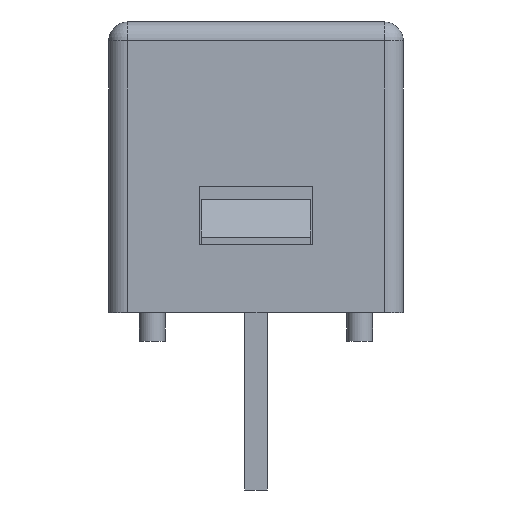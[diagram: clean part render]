
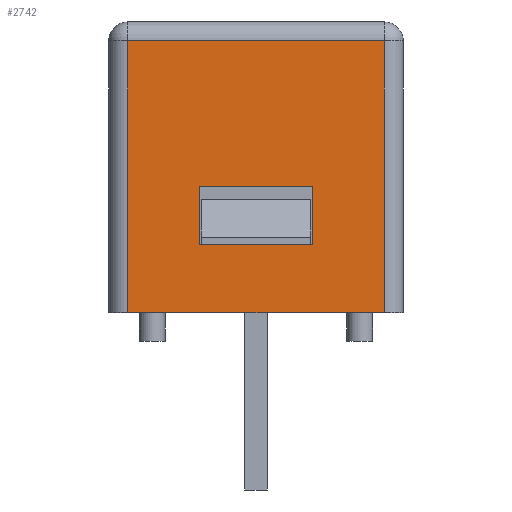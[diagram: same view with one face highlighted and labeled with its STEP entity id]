
A CAD part, left-side view. The second image highlights one B-rep face of the part: STEP entity #2742.
In plain terms, the highlighted planar face has unit normal (-1, 0, 0).
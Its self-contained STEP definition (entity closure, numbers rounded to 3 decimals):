
#89=FACE_BOUND('',#410,.T.);
#239=FACE_OUTER_BOUND('',#409,.T.);
#409=EDGE_LOOP('',(#2463,#2464,#2465,#2466));
#410=EDGE_LOOP('',(#2467,#2468,#2469,#2470));
#693=LINE('',#4425,#1014);
#699=LINE('',#4436,#1020);
#702=LINE('',#4443,#1023);
#704=LINE('',#4446,#1025);
#715=LINE('',#4475,#1036);
#722=LINE('',#4499,#1043);
#728=LINE('',#4525,#1049);
#732=LINE('',#4534,#1053);
#1014=VECTOR('',#3485,10.);
#1020=VECTOR('',#3495,10.);
#1023=VECTOR('',#3502,10.);
#1025=VECTOR('',#3506,10.);
#1036=VECTOR('',#3535,10.);
#1043=VECTOR('',#3560,10.);
#1049=VECTOR('',#3596,10.);
#1053=VECTOR('',#3610,10.);
#1309=VERTEX_POINT('',#4422);
#1310=VERTEX_POINT('',#4424);
#1313=VERTEX_POINT('',#4434);
#1315=VERTEX_POINT('',#4442);
#1323=VERTEX_POINT('',#4472);
#1324=VERTEX_POINT('',#4474);
#1330=VERTEX_POINT('',#4493);
#1332=VERTEX_POINT('',#4497);
#1661=EDGE_CURVE('',#1310,#1309,#693,.T.);
#1667=EDGE_CURVE('',#1309,#1313,#699,.T.);
#1670=EDGE_CURVE('',#1315,#1310,#702,.T.);
#1672=EDGE_CURVE('',#1313,#1315,#704,.T.);
#1686=EDGE_CURVE('',#1323,#1324,#715,.T.);
#1698=EDGE_CURVE('',#1332,#1330,#722,.T.);
#1712=EDGE_CURVE('',#1324,#1332,#728,.T.);
#1716=EDGE_CURVE('',#1323,#1330,#732,.T.);
#2463=ORIENTED_EDGE('',*,*,#1698,.F.);
#2464=ORIENTED_EDGE('',*,*,#1712,.F.);
#2465=ORIENTED_EDGE('',*,*,#1686,.F.);
#2466=ORIENTED_EDGE('',*,*,#1716,.T.);
#2467=ORIENTED_EDGE('',*,*,#1672,.T.);
#2468=ORIENTED_EDGE('',*,*,#1670,.T.);
#2469=ORIENTED_EDGE('',*,*,#1661,.T.);
#2470=ORIENTED_EDGE('',*,*,#1667,.T.);
#2592=PLANE('',#2938);
#2742=ADVANCED_FACE('',(#239,#89),#2592,.T.);
#2938=AXIS2_PLACEMENT_3D('',#4535,#3611,#3612);
#3485=DIRECTION('',(0.,-1.,0.));
#3495=DIRECTION('',(0.,0.,-1.));
#3502=DIRECTION('',(0.,0.,1.));
#3506=DIRECTION('',(0.,1.,0.));
#3535=DIRECTION('',(0.,1.,0.));
#3560=DIRECTION('',(0.,-1.,0.));
#3596=DIRECTION('',(0.,0.,1.));
#3610=DIRECTION('',(0.,0.,1.));
#3611=DIRECTION('center_axis',(-1.,0.,0.));
#3612=DIRECTION('ref_axis',(0.,0.,-1.));
#4422=CARTESIAN_POINT('',(-7.,-1.5,3.35));
#4424=CARTESIAN_POINT('',(-7.,1.5,3.35));
#4425=CARTESIAN_POINT('',(-7.,-2.45,3.35));
#4434=CARTESIAN_POINT('',(-7.,-1.5,1.8));
#4436=CARTESIAN_POINT('',(-7.,-1.5,0.9));
#4442=CARTESIAN_POINT('',(-7.,1.5,1.8));
#4443=CARTESIAN_POINT('',(-7.,1.5,1.675));
#4446=CARTESIAN_POINT('',(-7.,-0.95,1.8));
#4472=CARTESIAN_POINT('',(-7.,-3.4,0.));
#4474=CARTESIAN_POINT('',(-7.,3.4,0.));
#4475=CARTESIAN_POINT('',(-7.,-3.4,0.));
#4493=CARTESIAN_POINT('',(-7.,-3.4,7.2));
#4497=CARTESIAN_POINT('',(-7.,3.4,7.2));
#4499=CARTESIAN_POINT('',(-7.,-1.7,7.2));
#4525=CARTESIAN_POINT('',(-7.,3.4,0.));
#4534=CARTESIAN_POINT('',(-7.,-3.4,0.));
#4535=CARTESIAN_POINT('Origin',(-7.,-3.4,0.));
